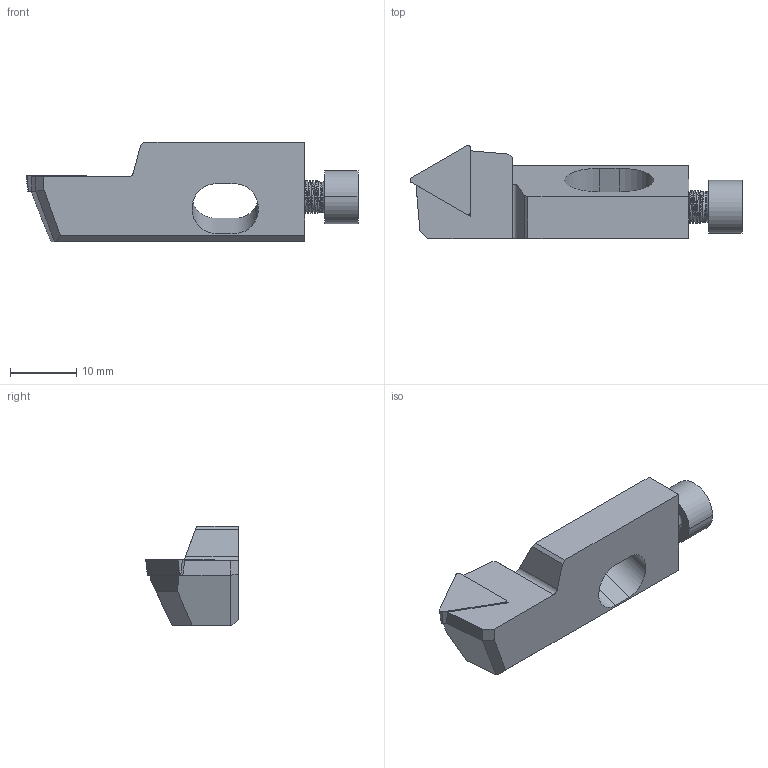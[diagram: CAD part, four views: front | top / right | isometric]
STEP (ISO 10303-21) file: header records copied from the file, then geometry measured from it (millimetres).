
FILE_DESCRIPTION (( 'STEP AP214' ), '1' );
FILE_NAME ('STTCL-10CA-11-LIGHT.STP', '2023-11-10T06:51:55', ( '' ), ( '' ), 'SwSTEP 2.0', 'SolidWorks 2018', '' );
FILE_SCHEMA (( 'AUTOMOTIVE_DESIGN' ));
Length unit declared in the file: millimetre
Products named in the file (1): STTCL-10CA-11-LIGHT
Bounding box: 50 x 14 x 15 mm (x, y, z)
Volume: 4468.2 mm3; surface area: 2660.5 mm2
Topology: 2 solids, 2 shells, 65 faces, 169 edges, 111 vertices
Faces by surface type: plane 35, cylinder 15, cone 9, torus 4, bspline 2
Entity records: 3914 total; most frequent: CARTESIAN_POINT 1615, ORIENTED_EDGE 338, DIRECTION 298, EDGE_CURVE 169, VERTEX_POINT 111, VECTOR 104, LINE 104, AXIS2_PLACEMENT_3D 97
